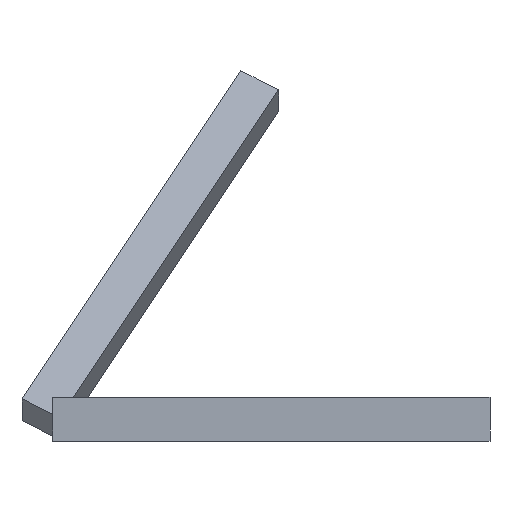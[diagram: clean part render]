
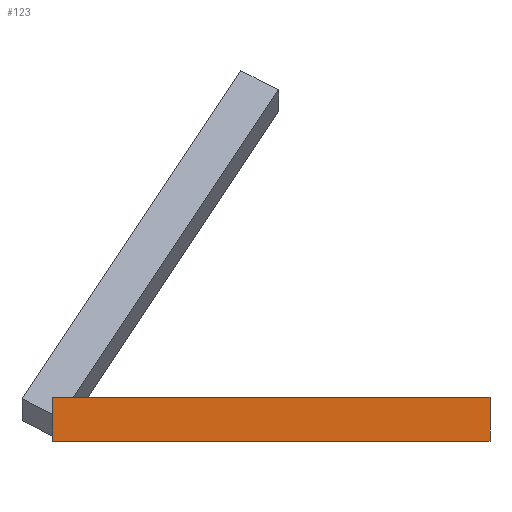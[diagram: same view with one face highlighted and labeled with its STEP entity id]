
A CAD part, left-side view. The second image highlights one B-rep face of the part: STEP entity #123.
In plain terms, the highlighted planar face has unit normal (-1, 0, 0).
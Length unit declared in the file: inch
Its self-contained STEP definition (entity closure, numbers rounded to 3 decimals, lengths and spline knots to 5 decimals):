
#123=ADVANCED_FACE('',(#136),#137,.T.);
#136=FACE_OUTER_BOUND('',#160,.T.);
#137=PLANE('',#161);
#160=EDGE_LOOP('',(#184,#185,#186,#187));
#161=AXIS2_PLACEMENT_3D('',#188,#189,#190);
#184=ORIENTED_EDGE('',*,*,#268,.T.);
#185=ORIENTED_EDGE('',*,*,#269,.F.);
#186=ORIENTED_EDGE('',*,*,#270,.T.);
#187=ORIENTED_EDGE('',*,*,#271,.T.);
#188=CARTESIAN_POINT('',(-330.28843,-375.14779,-50.0));
#189=DIRECTION('',(-1.0,0.0,0.0));
#190=DIRECTION('',(0.0,-1.0,0.));
#268=EDGE_CURVE('',#292,#293,#294,.T.);
#269=EDGE_CURVE('',#295,#293,#296,.T.);
#270=EDGE_CURVE('',#295,#297,#298,.T.);
#271=EDGE_CURVE('',#297,#292,#299,.T.);
#292=VERTEX_POINT('',#332);
#293=VERTEX_POINT('',#333);
#294=LINE('',#334,#335);
#295=VERTEX_POINT('',#336);
#296=LINE('',#337,#338);
#297=VERTEX_POINT('',#339);
#298=LINE('',#340,#341);
#299=LINE('',#342,#343);
#332=CARTESIAN_POINT('',(-330.28843,-1375.14779,-50.));
#333=CARTESIAN_POINT('',(-330.28843,-1375.14779,50.));
#334=CARTESIAN_POINT('',(-330.28843,-1375.14779,50.));
#335=VECTOR('',#396,25.4);
#336=CARTESIAN_POINT('',(-330.28843,-375.14779,50.0));
#337=CARTESIAN_POINT('',(-330.28843,-375.14779,50.0));
#338=VECTOR('',#397,25.4);
#339=CARTESIAN_POINT('',(-330.28843,-375.14779,-50.0));
#340=CARTESIAN_POINT('',(-330.28843,-375.14779,50.0));
#341=VECTOR('',#398,25.4);
#342=CARTESIAN_POINT('',(-330.28843,-375.14779,-50.0));
#343=VECTOR('',#399,25.4);
#396=DIRECTION('',(0.0,0.,1.0));
#397=DIRECTION('',(0.0,-1.0,0.));
#398=DIRECTION('',(0.0,0.,-1.0));
#399=DIRECTION('',(0.0,-1.0,0.));
